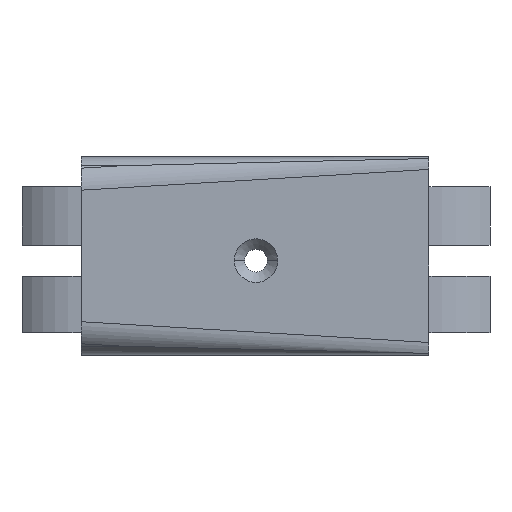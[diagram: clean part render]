
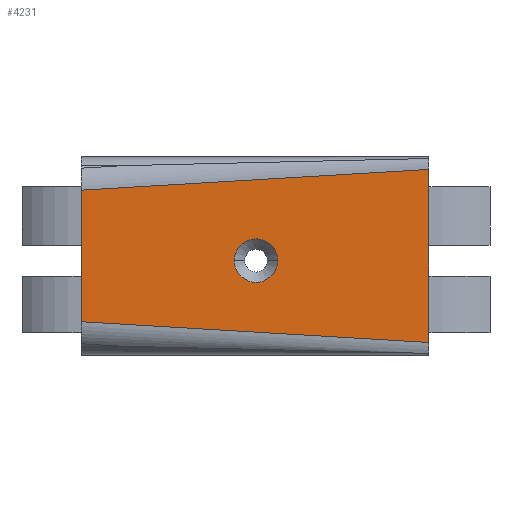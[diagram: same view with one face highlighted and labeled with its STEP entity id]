
A CAD part, top view. The second image highlights one B-rep face of the part: STEP entity #4231.
In plain terms, the highlighted planar face has unit normal (0, 0, 1).
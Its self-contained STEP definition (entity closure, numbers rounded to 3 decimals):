
#585=CARTESIAN_POINT('',(-16.9,-0.546,6.8));
#593=DIRECTION('',(0.,-1.,0.));
#594=VECTOR('',#593,12.707);
#595=CARTESIAN_POINT('',(-16.9,-0.546,6.8));
#596=LINE('',#595,#594);
#603=CARTESIAN_POINT('',(-16.9,-13.254,6.8));
#1322=DIRECTION('',(0.998,-0.059,0.));
#1323=VECTOR('',#1322,33.659);
#1324=CARTESIAN_POINT('',(-16.9,-13.254,6.8));
#1325=LINE('',#1324,#1323);
#1326=DIRECTION('',(-0.998,-0.059,0.));
#1327=VECTOR('',#1326,33.659);
#1328=CARTESIAN_POINT('',(16.7,1.454,6.8));
#1329=LINE('',#1328,#1327);
#1330=DIRECTION('',(0.,-1.,0.));
#1331=VECTOR('',#1330,16.707);
#1332=CARTESIAN_POINT('',(16.7,1.454,6.8));
#1333=LINE('',#1332,#1331);
#1334=CARTESIAN_POINT('',(0.,-7.35,6.8));
#1335=DIRECTION('',(0.,0.,-1.));
#1336=DIRECTION('',(1.,0.,0.));
#1337=AXIS2_PLACEMENT_3D('',#1334,#1335,#1336);
#1339=CARTESIAN_POINT('',(0.,-7.35,6.8));
#1340=DIRECTION('',(0.,0.,-1.));
#1341=DIRECTION('',(-1.,0.,0.));
#1342=AXIS2_PLACEMENT_3D('',#1339,#1340,#1341);
#1410=CARTESIAN_POINT('',(16.7,1.454,6.8));
#1921=VERTEX_POINT('',#603);
#1922=CARTESIAN_POINT('',(16.7,-15.254,6.8));
#1923=VERTEX_POINT('',#1922);
#1931=VERTEX_POINT('',#585);
#1933=VERTEX_POINT('',#1410);
#1992=CARTESIAN_POINT('',(2.1,-7.35,6.8));
#1993=CARTESIAN_POINT('',(-2.1,-7.35,6.8));
#1994=VERTEX_POINT('',#1992);
#1995=VERTEX_POINT('',#1993);
#4212=CARTESIAN_POINT('',(-16.9,-0.2,6.8));
#4213=DIRECTION('',(0.,0.,1.));
#4214=DIRECTION('',(1.,0.,0.));
#4215=AXIS2_PLACEMENT_3D('',#4212,#4213,#4214);
#4216=PLANE('',#4215);
#4218=ORIENTED_EDGE('',*,*,#4217,.F.);
#4219=ORIENTED_EDGE('',*,*,#2835,.F.);
#4221=ORIENTED_EDGE('',*,*,#4220,.F.);
#4223=ORIENTED_EDGE('',*,*,#4222,.T.);
#4224=EDGE_LOOP('',(#4218,#4219,#4221,#4223));
#4225=FACE_OUTER_BOUND('',#4224,.F.);
#4227=ORIENTED_EDGE('',*,*,#4226,.F.);
#4228=ORIENTED_EDGE('',*,*,#4202,.F.);
#4229=EDGE_LOOP('',(#4227,#4228));
#4230=FACE_BOUND('',#4229,.F.);
#4231=ADVANCED_FACE('',(#4225,#4230),#4216,.T.);
#1338=CIRCLE('',#1337,2.1);
#1343=CIRCLE('',#1342,2.1);
#2835=EDGE_CURVE('',#1931,#1921,#596,.T.);
#4202=EDGE_CURVE('',#1995,#1994,#1343,.T.);
#4217=EDGE_CURVE('',#1921,#1923,#1325,.T.);
#4220=EDGE_CURVE('',#1933,#1931,#1329,.T.);
#4222=EDGE_CURVE('',#1933,#1923,#1333,.T.);
#4226=EDGE_CURVE('',#1994,#1995,#1338,.T.);
